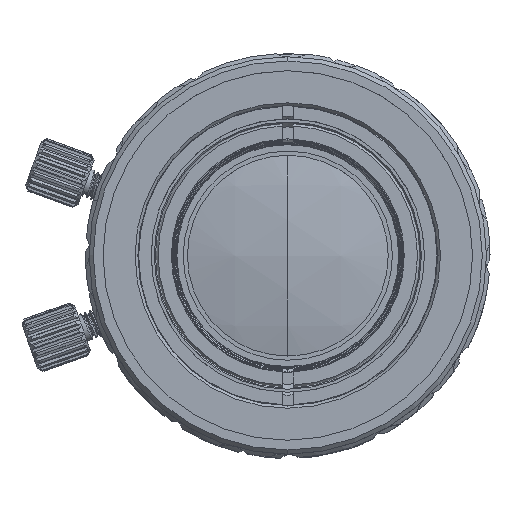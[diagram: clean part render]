
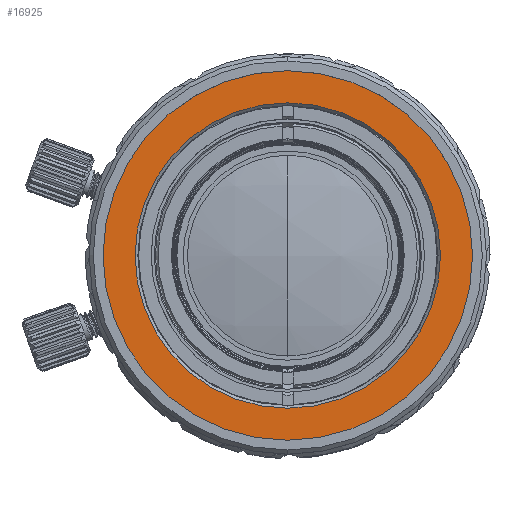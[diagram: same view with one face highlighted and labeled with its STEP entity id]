
A CAD part, top view. The second image highlights one B-rep face of the part: STEP entity #16925.
In plain terms, the highlighted planar face has unit normal (0, 0, 1).
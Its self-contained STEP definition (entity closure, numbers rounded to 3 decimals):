
#552 = EDGE_CURVE ( 'NONE', #22526, #54396, #51095, .T. ) ;
#1647 = CARTESIAN_POINT ( 'NONE',  ( 0., 13.65, 28.46 ) ) ;
#4839 = EDGE_LOOP ( 'NONE', ( #17405, #37419 ) ) ;
#5664 = DIRECTION ( 'NONE',  ( 0., 0., -1. ) ) ;
#6626 = CIRCLE ( 'NONE', #18534, 10.95 ) ;
#10931 = CARTESIAN_POINT ( 'NONE',  ( 0., 0., 28.46 ) ) ;
#12847 = EDGE_CURVE ( 'NONE', #54396, #22526, #6626, .T. ) ;
#13231 = VERTEX_POINT ( 'NONE', #1647 ) ;
#13449 = FACE_BOUND ( 'NONE', #4839, .T. ) ;
#14492 = VERTEX_POINT ( 'NONE', #18064 ) ;
#15463 = CARTESIAN_POINT ( 'NONE',  ( 0., 0., 28.46 ) ) ;
#16925 = ADVANCED_FACE ( 'NONE', ( #39258, #13449 ), #17477, .F. ) ;
#17405 = ORIENTED_EDGE ( 'NONE', *, *, #552, .T. ) ;
#17477 = PLANE ( 'NONE',  #26350 ) ;
#18064 = CARTESIAN_POINT ( 'NONE',  ( 0., -13.65, 28.46 ) ) ;
#18534 = AXIS2_PLACEMENT_3D ( 'NONE', #15463, #41560, #40981 ) ;
#19646 = AXIS2_PLACEMENT_3D ( 'NONE', #10931, #45892, #41039 ) ;
#21196 = CIRCLE ( 'NONE', #53218, 13.65 ) ;
#22526 = VERTEX_POINT ( 'NONE', #43004 ) ;
#23427 = CARTESIAN_POINT ( 'NONE',  ( 0., 0., 28.46 ) ) ;
#24693 = DIRECTION ( 'NONE',  ( 1., 0., 0. ) ) ;
#26350 = AXIS2_PLACEMENT_3D ( 'NONE', #30925, #27168, #40938 ) ;
#27168 = DIRECTION ( 'NONE',  ( 0., 0., -1. ) ) ;
#28574 = ORIENTED_EDGE ( 'NONE', *, *, #35063, .F. ) ;
#30925 = CARTESIAN_POINT ( 'NONE',  ( 0., 0., 28.46 ) ) ;
#35063 = EDGE_CURVE ( 'NONE', #14492, #13231, #41629, .T. ) ;
#37419 = ORIENTED_EDGE ( 'NONE', *, *, #12847, .T. ) ;
#37905 = DIRECTION ( 'NONE',  ( 0., 0., -1. ) ) ;
#39258 = FACE_OUTER_BOUND ( 'NONE', #46548, .T. ) ;
#39827 = CARTESIAN_POINT ( 'NONE',  ( 0., -10.95, 28.46 ) ) ;
#40938 = DIRECTION ( 'NONE',  ( 0., -1., 0. ) ) ;
#40981 = DIRECTION ( 'NONE',  ( 1., 0., 0. ) ) ;
#41039 = DIRECTION ( 'NONE',  ( 0., 1., 0. ) ) ;
#41345 = CARTESIAN_POINT ( 'NONE',  ( 0., 0., 28.46 ) ) ;
#41560 = DIRECTION ( 'NONE',  ( 0., 0., -1. ) ) ;
#41629 = CIRCLE ( 'NONE', #19646, 13.65 ) ;
#43004 = CARTESIAN_POINT ( 'NONE',  ( 0., 10.95, 28.46 ) ) ;
#43666 = ORIENTED_EDGE ( 'NONE', *, *, #49585, .F. ) ;
#45588 = AXIS2_PLACEMENT_3D ( 'NONE', #41345, #37905, #24693 ) ;
#45892 = DIRECTION ( 'NONE',  ( 0., 0., -1. ) ) ;
#46548 = EDGE_LOOP ( 'NONE', ( #28574, #43666 ) ) ;
#49585 = EDGE_CURVE ( 'NONE', #13231, #14492, #21196, .T. ) ;
#51095 = CIRCLE ( 'NONE', #45588, 10.95 ) ;
#52973 = DIRECTION ( 'NONE',  ( 0., 1., 0. ) ) ;
#53218 = AXIS2_PLACEMENT_3D ( 'NONE', #23427, #5664, #52973 ) ;
#54396 = VERTEX_POINT ( 'NONE', #39827 ) ;
